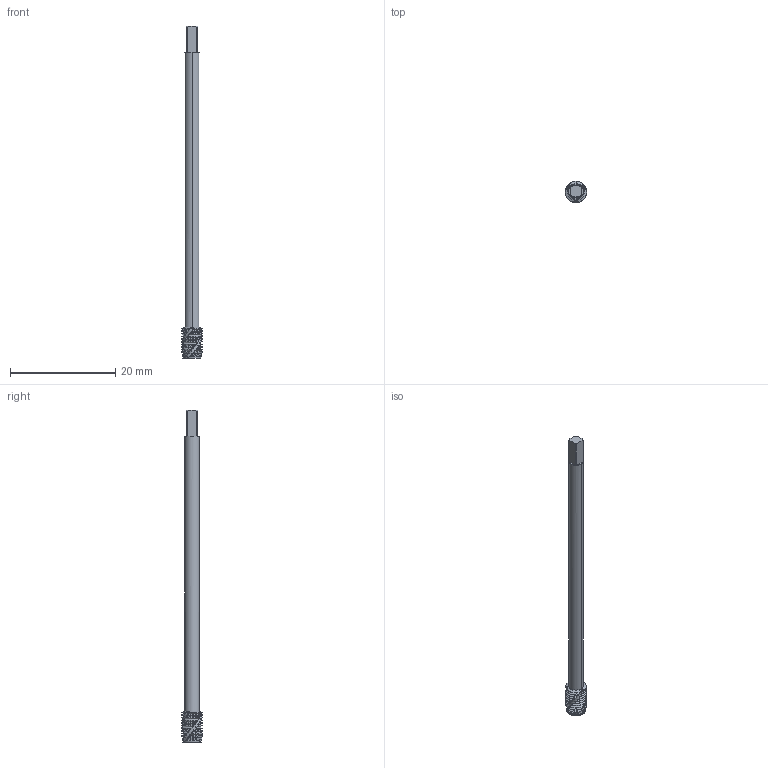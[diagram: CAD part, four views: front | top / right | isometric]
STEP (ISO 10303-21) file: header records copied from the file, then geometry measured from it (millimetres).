
FILE_DESCRIPTION(('no description'),'unknown implementation level');
FILE_NAME('solid9C2mLciEr8TOB9DPdfH_y_0UGFU_1.STP',' ',('CIM GmbH Aachen'),('CADClick - KiM GmbH - www.kimweb.de'),'unknown preprocess','ACIS','unknown authorization');
FILE_SCHEMA(('automotive_design'));
Length unit declared in the file: millimetre
Products named in the file (2): 1; 2
Bounding box: 4 x 4 x 63 mm (x, y, z)
Volume: 402 mm3; surface area: 739.9 mm2
Topology: 2 solids, 2 shells, 259 faces, 726 edges, 471 vertices
Faces by surface type: cone 127, cylinder 106, plane 17, bspline 6, revolution 3
Entity records: 19928 total; most frequent: CARTESIAN_POINT 5553, STYLED_ITEM 1458, PRESENTATION_STYLE_ASSIGNMENT 1458, COLOUR_RGB 1458, ORIENTED_EDGE 1452, DIRECTION 1198, EDGE_CURVE 726, CURVE_STYLE 726
